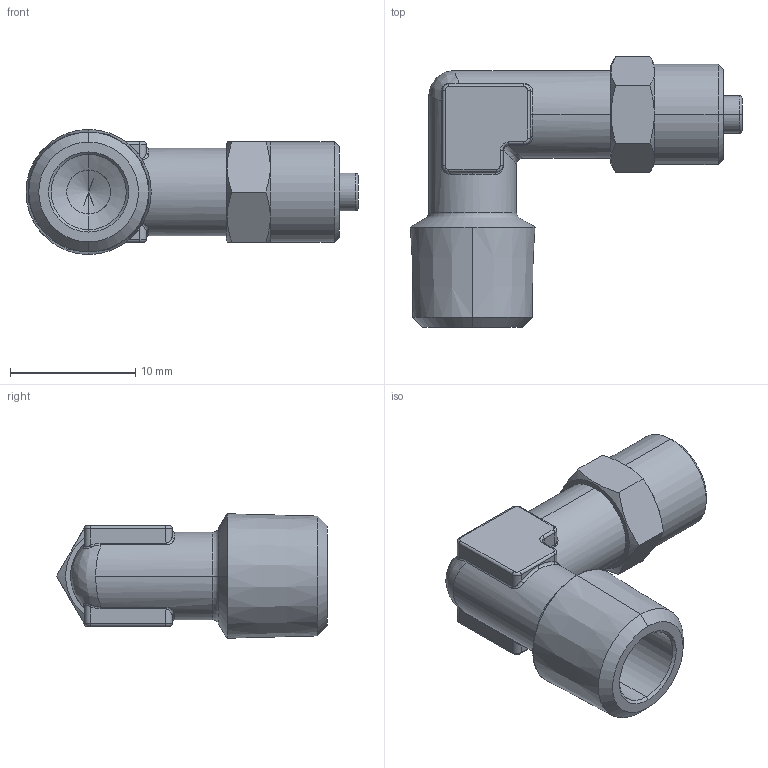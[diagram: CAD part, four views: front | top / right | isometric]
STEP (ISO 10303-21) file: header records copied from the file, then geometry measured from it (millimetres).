
FILE_DESCRIPTION(( 'MC.16.05.18S.STEP' ), '1');
FILE_NAME( 'MC.16.05.18S.STEP', '2018-10-01T16:44:37',( 'Sopra'),('sopra-pneumatic.com'), 'SwSTEP 2.0','SolidWorks 2009','' );
FILE_SCHEMA (( 'CONFIG_CONTROL_DESIGN' ));
Length unit declared in the file: millimetre
Products named in the file (1): 02069021
Bounding box: 26.5 x 21.62 x 10 mm (x, y, z)
Volume: 1524 mm3; surface area: 1535.7 mm2
Topology: 1 solids, 1 shells, 146 faces, 331 edges, 190 vertices
Faces by surface type: cylinder 50, cone 26, plane 26, torus 22, bspline 22
Entity records: 4745 total; most frequent: CARTESIAN_POINT 1538, DIRECTION 664, ORIENTED_EDGE 658, EDGE_CURVE 329, AXIS2_PLACEMENT_3D 278, VERTEX_POINT 190, EDGE_LOOP 153, CIRCLE 153
